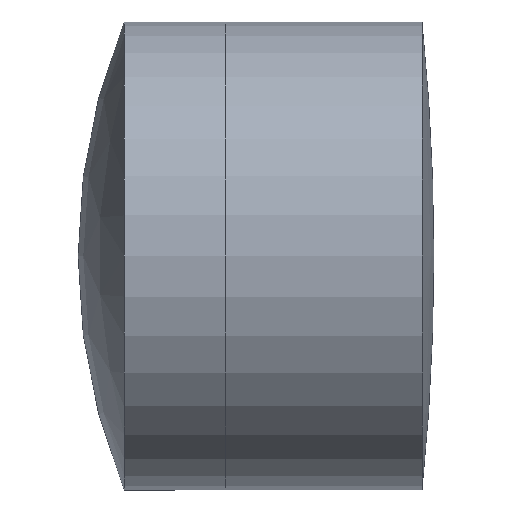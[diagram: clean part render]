
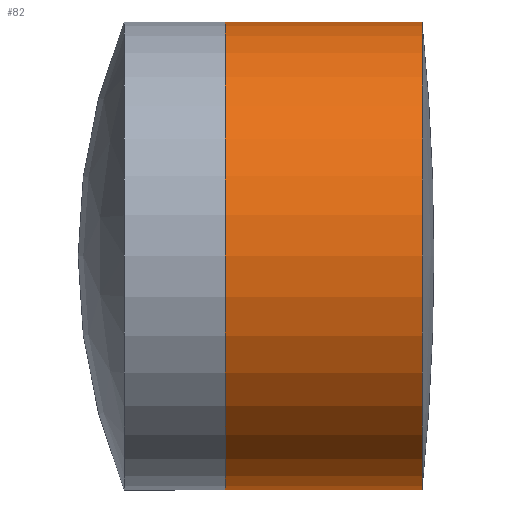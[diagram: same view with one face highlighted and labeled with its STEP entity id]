
A CAD part, front view. The second image highlights one B-rep face of the part: STEP entity #82.
In plain terms, the highlighted cylindrical face has radius 2.5 mm (diameter 5 mm), a partial arc.
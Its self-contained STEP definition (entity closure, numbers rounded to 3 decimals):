
#10 = DIRECTION ( 'NONE',  ( 0., 0., 1. ) ) ;
#16 = ORIENTED_EDGE ( 'NONE', *, *, #339, .T. ) ;
#28 = CARTESIAN_POINT ( 'NONE',  ( 262.406, 0., 0. ) ) ;
#29 = CIRCLE ( 'NONE', #39, 2.5 ) ;
#30 = DIRECTION ( 'NONE',  ( -1., 0., 0. ) ) ;
#33 = EDGE_CURVE ( 'NONE', #55, #191, #29, .T. ) ;
#34 = FACE_OUTER_BOUND ( 'NONE', #236, .T. ) ;
#39 = AXIS2_PLACEMENT_3D ( 'NONE', #107, #40, #143 ) ;
#40 = DIRECTION ( 'NONE',  ( -1., 0., 0. ) ) ;
#47 = CARTESIAN_POINT ( 'NONE',  ( -0.552, 0., -2.5 ) ) ;
#53 = DIRECTION ( 'NONE',  ( -1., 0., 0. ) ) ;
#55 = VERTEX_POINT ( 'NONE', #136 ) ;
#61 = CARTESIAN_POINT ( 'NONE',  ( 260.305, 0., 2.5 ) ) ;
#64 = ORIENTED_EDGE ( 'NONE', *, *, #87, .T. ) ;
#65 = LINE ( 'NONE', #86, #263 ) ;
#74 = VERTEX_POINT ( 'NONE', #287 ) ;
#82 = ADVANCED_FACE ( 'NONE', ( #34 ), #209, .T. ) ;
#85 = VECTOR ( 'NONE', #322, 1000. ) ;
#86 = CARTESIAN_POINT ( 'NONE',  ( -0.552, 0., 2.5 ) ) ;
#87 = EDGE_CURVE ( 'NONE', #74, #191, #65, .T. ) ;
#96 = EDGE_CURVE ( 'NONE', #156, #55, #292, .T. ) ;
#103 = DIRECTION ( 'NONE',  ( 0., 0., 1. ) ) ;
#107 = CARTESIAN_POINT ( 'NONE',  ( 260.305, 0., 0. ) ) ;
#136 = CARTESIAN_POINT ( 'NONE',  ( 260.305, 0., -2.5 ) ) ;
#143 = DIRECTION ( 'NONE',  ( 0., 0., 1. ) ) ;
#156 = VERTEX_POINT ( 'NONE', #316 ) ;
#171 = AXIS2_PLACEMENT_3D ( 'NONE', #28, #53, #103 ) ;
#185 = ORIENTED_EDGE ( 'NONE', *, *, #33, .F. ) ;
#191 = VERTEX_POINT ( 'NONE', #61 ) ;
#209 = CYLINDRICAL_SURFACE ( 'NONE', #340, 2.5 ) ;
#230 = CARTESIAN_POINT ( 'NONE',  ( -0.552, 0., 0. ) ) ;
#236 = EDGE_LOOP ( 'NONE', ( #268, #16, #64, #185 ) ) ;
#263 = VECTOR ( 'NONE', #30, 1000. ) ;
#268 = ORIENTED_EDGE ( 'NONE', *, *, #96, .F. ) ;
#278 = CIRCLE ( 'NONE', #171, 2.5 ) ;
#284 = DIRECTION ( 'NONE',  ( -1., 0., 0. ) ) ;
#287 = CARTESIAN_POINT ( 'NONE',  ( 262.406, 0., 2.5 ) ) ;
#292 = LINE ( 'NONE', #47, #85 ) ;
#316 = CARTESIAN_POINT ( 'NONE',  ( 262.406, 0., -2.5 ) ) ;
#322 = DIRECTION ( 'NONE',  ( -1., 0., 0. ) ) ;
#339 = EDGE_CURVE ( 'NONE', #156, #74, #278, .T. ) ;
#340 = AXIS2_PLACEMENT_3D ( 'NONE', #230, #284, #10 ) ;
